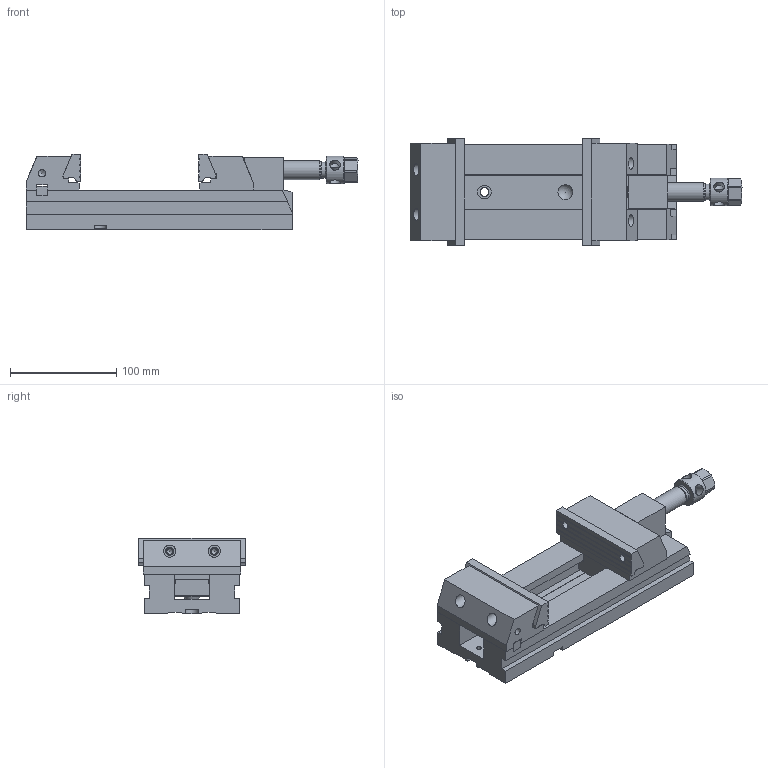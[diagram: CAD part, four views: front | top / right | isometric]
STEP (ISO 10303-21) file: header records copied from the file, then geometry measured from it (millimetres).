
FILE_DESCRIPTION(/* description */ (''),/* implementation_level */ '2;1');
FILE_NAME(/* name */ '30_100_Morzada.stp',/* time_stamp */ '2013-07-03T09:01:10+02:00',/* author */ (''),/* organization */ (''),/* preprocessor_version */ 'ST-DEVELOPER v11',/* originating_system */ 'SIEMENS PLM Software NX 7.5',/* authorisation */ '');
FILE_SCHEMA (('AUTOMOTIVE_DESIGN { 1 0 10303 214 1 1 1 1 }'));
Length unit declared in the file: millimetre
Products named in the file (1): 30_100_Morzada
Bounding box: 312 x 100 x 70.5 mm (x, y, z)
Volume: 897252.7 mm3; surface area: 193780.7 mm2
Topology: 11 solids, 11 shells, 397 faces, 1083 edges, 714 vertices
Faces by surface type: plane 249, cylinder 111, cone 26, sphere 6, torus 4, bspline 1
Full cylindrical faces by diameter (mm): 4.351 x5, 5.188 x4, 6.5 x4, 6.985 x8, 7.5 x4, 8.4 x2, 8.5 x2, 10 x4, 10.5 x1, 10.579 x2, 11.5 x4, 13 x6, 13.5 x2, 14.5 x1, 15 x1, 16 x1, 16.188 x1, 17.732 x1, 19 x2, 26 x1
Entity records: 14964 total; most frequent: CARTESIAN_POINT 2565, DIRECTION 1926, ORIENTED_EDGE 1860, EDGE_CURVE 930, VERTEX_POINT 668, LINE 642, VECTOR 642, AXIS2_PLACEMENT_3D 642
